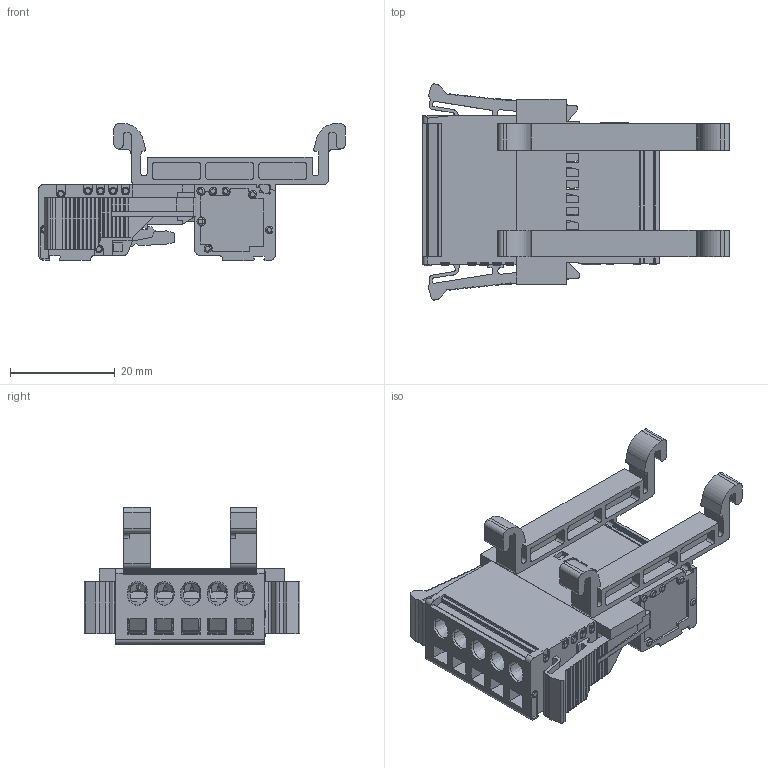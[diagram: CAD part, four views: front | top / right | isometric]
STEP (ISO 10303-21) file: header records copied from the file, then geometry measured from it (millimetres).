
FILE_DESCRIPTION(/* description */ ('Unknown'),/* implementation_level */ '2;1');
FILE_NAME(/* name */ 'DPSC5_08_5W_3D_SOLID_MODEL',/* time_stamp */ '2025-08-07T15:05:12+06:00',/* author */ ('Unknown'),/* organization */ ('Unknown'),/* preprocessor_version */ 'ST-DEVELOPER v16.7',/* originating_system */ 'Solid Edge',/* authorisation */ 'Unknown');
FILE_SCHEMA (('AUTOMOTIVE_DESIGN {1 0 10303 214 3 1 1}'));
Products named in the file (1): DPSC5_08_5W_3D_SOLID_MODEL
Bounding box: 58.51 x 41.19 x 26.15 mm (x, y, z)
Volume: 12595.2 mm3; surface area: 23687.4 mm2
Topology: 1 solids, 123 shells, 4509 faces, 13064 edges, 8555 vertices
Faces by surface type: plane 3004, cylinder 1160, torus 194, bspline 112, cone 27, sphere 12
Full cylindrical faces by diameter (mm): 0.6 x23, 1.3 x140, 1.8 x2, 2.9 x5, 3.7 x5
Entity records: 177806 total; most frequent: CARTESIAN_POINT 29136, ORIENTED_EDGE 24978, DIRECTION 23257, EDGE_CURVE 12489, LINE 9131, VECTOR 9131, VERTEX_POINT 8326, AXIS2_PLACEMENT_3D 7063
